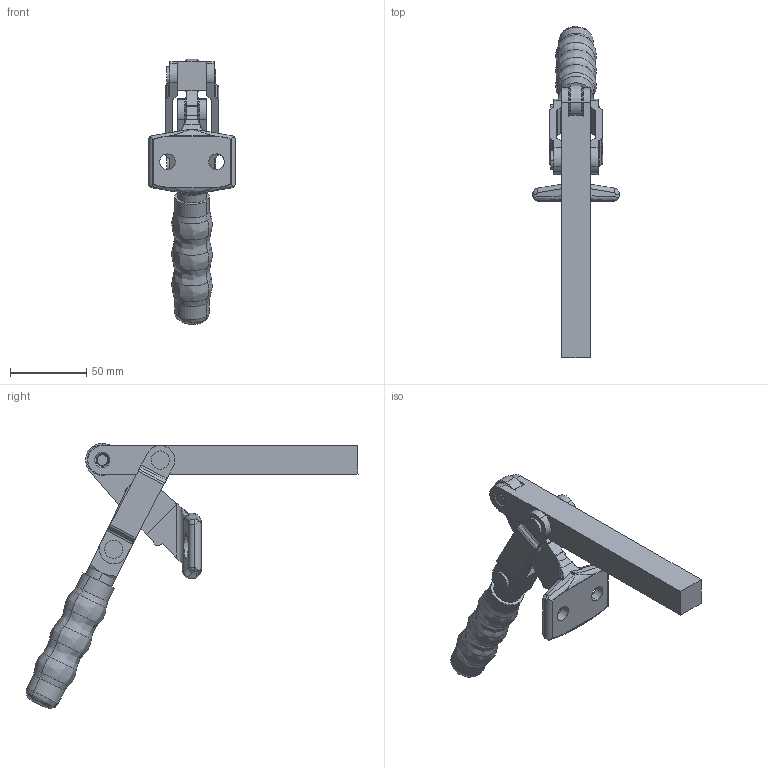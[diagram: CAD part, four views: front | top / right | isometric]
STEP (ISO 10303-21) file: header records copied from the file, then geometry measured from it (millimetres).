
FILE_DESCRIPTION (( 'STEP AP203' ), '1' );
FILE_NAME ('D450-3A.STEP', '2018-05-30T15:08:07', ( '' ), ( '' ), 'SwSTEP 2.0', 'SolidWorks 2018', '' );
FILE_SCHEMA (( 'CONFIG_CONTROL_DESIGN' ));
Length unit declared in the file: millimetre
Products named in the file (10): D450 PIN2; D450-02A; D450-3A; D450-05; D450-01; 007-08M; D450-03; D450-BASE; D450-02B; D450 PIN1
Assembly tree (12 placements, depth 3):
  D450-3A
    D450-BASE
      D450-02A
      D450-02B
    D450-01
    D450-03
    D450-05  x2
    007-08M
    D450 PIN1  x2
    D450 PIN2  x2
Bounding box: 57 x 217.74 x 173.98 mm (x, y, z)
Volume: 144742.1 mm3; surface area: 58765.9 mm2
Topology: 11 solids, 11 shells, 303 faces, 741 edges, 466 vertices
Faces by surface type: cylinder 134, plane 87, bspline 54, cone 28
Full cylindrical faces by diameter (mm): 10.3 x1
Entity records: 11869 total; most frequent: CARTESIAN_POINT 4940, ORIENTED_EDGE 1264, DIRECTION 1157, EDGE_CURVE 632, AXIS2_PLACEMENT_3D 453, VERTEX_POINT 397, EDGE_LOOP 289, FACE_OUTER_BOUND 258
